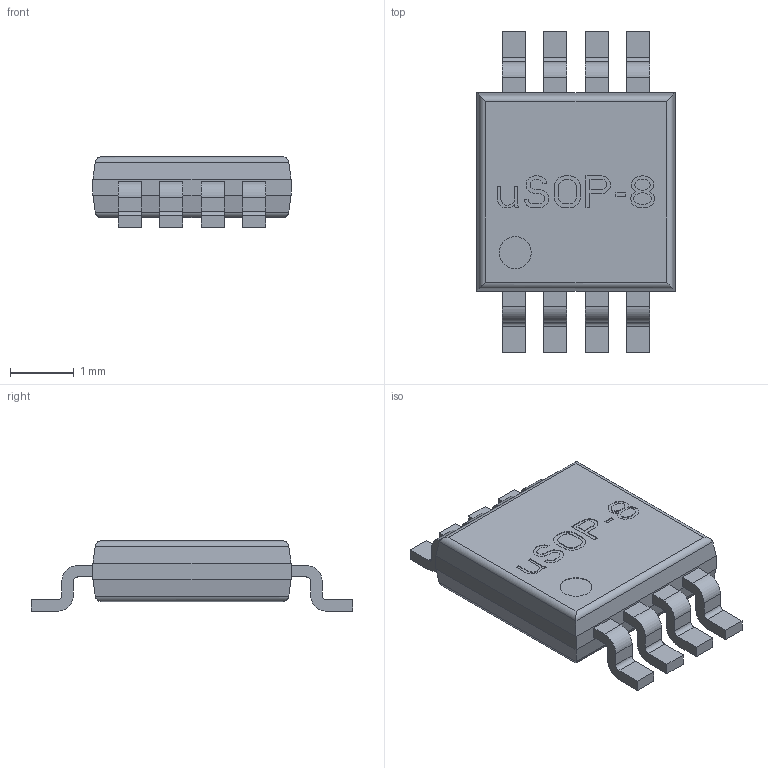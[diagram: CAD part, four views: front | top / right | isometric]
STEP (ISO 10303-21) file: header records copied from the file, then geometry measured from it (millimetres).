
FILE_DESCRIPTION(('FreeCAD Model'),'2;1');
FILE_NAME('User Library-usop-8.step', '2018-02-07T09:54:01',('kicad StepUp'),('ksu MCAD'), 'Open CASCADE STEP processor 6.8','FreeCAD','Unknown');
FILE_SCHEMA(('AUTOMOTIVE_DESIGN_CC2 { 1 2 10303 214 -1 1 5 4 }'));
Length unit declared in the file: millimetre
Products named in the file (2): ASSEMBLY; User_Library-usop-8
Assembly tree (1 placements, depth 2):
  ASSEMBLY
    User_Library-usop-8
Bounding box: 3.1 x 5.03 x 1.1 mm (x, y, z)
Volume: 9.6 mm3; surface area: 40.9 mm2
Topology: 1 solids, 1 shells, 357 faces, 992 edges, 656 vertices
Faces by surface type: plane 315, cylinder 42
Entity records: 13781 total; most frequent: CARTESIAN_POINT 2047, ORIENTED_EDGE 1984, DIRECTION 1770, EDGE_CURVE 992, LINE 916, VECTOR 916, VERTEX_POINT 656, AXIS2_PLACEMENT_3D 427
